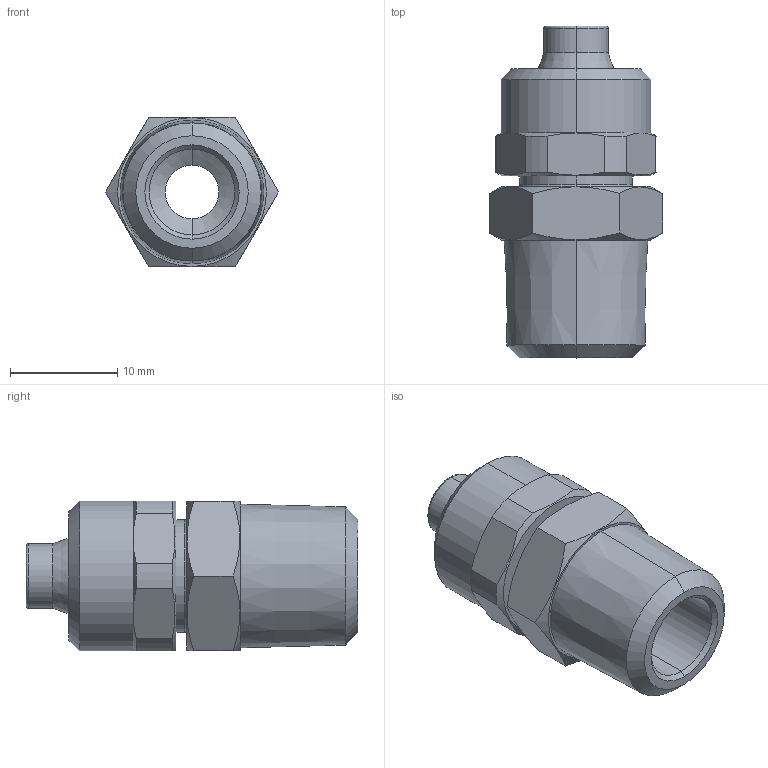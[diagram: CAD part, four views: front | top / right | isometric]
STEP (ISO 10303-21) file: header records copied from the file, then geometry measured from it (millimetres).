
FILE_DESCRIPTION (( 'STEP AP203' ), '1' );
FILE_NAME ('02010042.STEP', '2011-09-05T13:15:53', ( '' ), ( 'sopra-pneumatic' ), 'SwSTEP 2.0', 'SolidWorks 2011', '' );
FILE_SCHEMA (( 'CONFIG_CONTROL_DESIGN' ));
Length unit declared in the file: millimetre
Products named in the file (1): 02010042
Bounding box: 16.17 x 31 x 14 mm (x, y, z)
Volume: 3025.7 mm3; surface area: 2285.9 mm2
Topology: 1 solids, 1 shells, 71 faces, 162 edges, 98 vertices
Faces by surface type: cone 28, cylinder 20, plane 19, torus 4
Entity records: 2201 total; most frequent: CARTESIAN_POINT 536, DIRECTION 342, ORIENTED_EDGE 324, EDGE_CURVE 162, AXIS2_PLACEMENT_3D 144, VERTEX_POINT 98, EDGE_LOOP 78, CIRCLE 72
